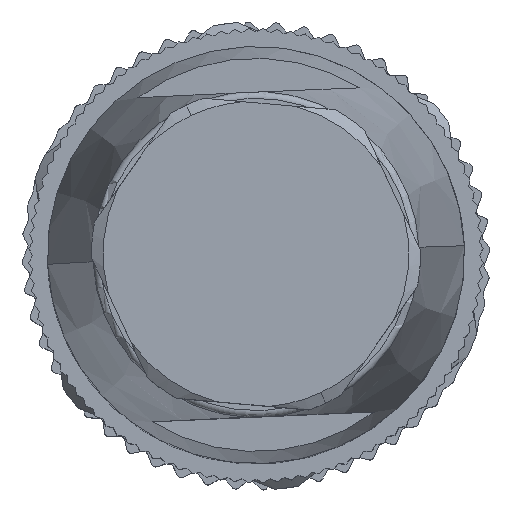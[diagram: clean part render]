
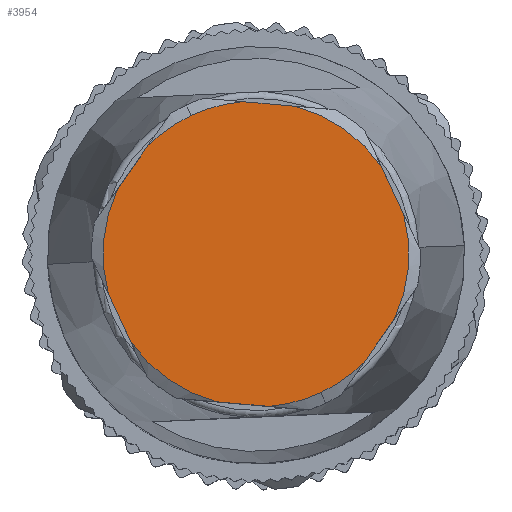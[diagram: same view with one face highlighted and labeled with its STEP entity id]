
A CAD part, top view. The second image highlights one B-rep face of the part: STEP entity #3954.
In plain terms, the highlighted planar face has unit normal (0, 0, 1).
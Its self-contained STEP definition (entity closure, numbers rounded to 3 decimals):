
#3892=AXIS2_PLACEMENT_3D('Plane Axis2P3D',#3889,#3890,#3891) ;
#3896=AXIS2_PLACEMENT_3D('Circle Axis2P3D',#3894,#3895,$) ;
#3901=AXIS2_PLACEMENT_3D('Circle Axis2P3D',#3899,#3900,$) ;
#3908=AXIS2_PLACEMENT_3D('Circle Axis2P3D',#3906,#3907,$) ;
#3913=AXIS2_PLACEMENT_3D('Circle Axis2P3D',#3911,#3912,$) ;
#3918=AXIS2_PLACEMENT_3D('Circle Axis2P3D',#3916,#3917,$) ;
#3923=AXIS2_PLACEMENT_3D('Circle Axis2P3D',#3921,#3922,$) ;
#3930=AXIS2_PLACEMENT_3D('Circle Axis2P3D',#3928,#3929,$) ;
#3935=AXIS2_PLACEMENT_3D('Circle Axis2P3D',#3933,#3934,$) ;
#710=CARTESIAN_POINT('Line Origine',(9.533,3.625,60.4)) ;
#714=CARTESIAN_POINT('Vertex',(8.393,3.724,60.4)) ;
#716=CARTESIAN_POINT('Vertex',(10.674,3.525,60.4)) ;
#794=CARTESIAN_POINT('Vertex',(4.693,6.316,60.4)) ;
#797=CARTESIAN_POINT('Line Origine',(4.209,7.353,60.4)) ;
#801=CARTESIAN_POINT('Vertex',(3.725,8.39,60.4)) ;
#864=CARTESIAN_POINT('Vertex',(4.119,12.891,60.4)) ;
#867=CARTESIAN_POINT('Line Origine',(4.776,13.828,60.4)) ;
#871=CARTESIAN_POINT('Vertex',(5.432,14.766,60.4)) ;
#960=CARTESIAN_POINT('Vertex',(9.526,16.675,60.4)) ;
#963=CARTESIAN_POINT('Line Origine',(10.667,16.575,60.4)) ;
#967=CARTESIAN_POINT('Vertex',(11.807,16.476,60.4)) ;
#1030=CARTESIAN_POINT('Vertex',(15.507,13.884,60.4)) ;
#1033=CARTESIAN_POINT('Line Origine',(15.991,12.847,60.4)) ;
#1037=CARTESIAN_POINT('Vertex',(16.475,11.81,60.4)) ;
#1093=CARTESIAN_POINT('Line Origine',(15.424,6.372,60.4)) ;
#1097=CARTESIAN_POINT('Vertex',(14.768,5.434,60.4)) ;
#1099=CARTESIAN_POINT('Vertex',(16.081,7.309,60.4)) ;
#3889=CARTESIAN_POINT('Axis2P3D Location',(10.1,10.1,60.4)) ;
#3894=CARTESIAN_POINT('Axis2P3D Location',(10.1,10.1,60.4)) ;
#3899=CARTESIAN_POINT('Axis2P3D Location',(10.1,10.1,60.4)) ;
#3903=CARTESIAN_POINT('Vertex',(12.889,4.118,60.4)) ;
#3906=CARTESIAN_POINT('Axis2P3D Location',(10.1,10.1,60.4)) ;
#3911=CARTESIAN_POINT('Axis2P3D Location',(10.1,10.1,60.4)) ;
#3916=CARTESIAN_POINT('Axis2P3D Location',(10.1,10.1,60.4)) ;
#3921=CARTESIAN_POINT('Axis2P3D Location',(10.1,10.1,60.4)) ;
#3925=CARTESIAN_POINT('Vertex',(7.311,16.082,60.4)) ;
#3928=CARTESIAN_POINT('Axis2P3D Location',(10.1,10.1,60.4)) ;
#3933=CARTESIAN_POINT('Axis2P3D Location',(10.1,10.1,60.4)) ;
#711=DIRECTION('Vector Direction',(0.996,-0.087,0.)) ;
#798=DIRECTION('Vector Direction',(0.423,-0.906,0.)) ;
#868=DIRECTION('Vector Direction',(-0.574,-0.819,0.)) ;
#964=DIRECTION('Vector Direction',(-0.996,0.087,0.)) ;
#1034=DIRECTION('Vector Direction',(-0.423,0.906,0.)) ;
#1094=DIRECTION('Vector Direction',(0.574,0.819,0.)) ;
#3890=DIRECTION('Axis2P3D Direction',(0.,0.,1.)) ;
#3891=DIRECTION('Axis2P3D XDirection',(-0.423,0.906,0.)) ;
#3895=DIRECTION('Axis2P3D Direction',(0.,0.,1.)) ;
#3900=DIRECTION('Axis2P3D Direction',(0.,0.,1.)) ;
#3907=DIRECTION('Axis2P3D Direction',(0.,0.,1.)) ;
#3912=DIRECTION('Axis2P3D Direction',(0.,0.,1.)) ;
#3917=DIRECTION('Axis2P3D Direction',(0.,0.,1.)) ;
#3922=DIRECTION('Axis2P3D Direction',(0.,0.,1.)) ;
#3929=DIRECTION('Axis2P3D Direction',(0.,0.,1.)) ;
#3934=DIRECTION('Axis2P3D Direction',(0.,0.,1.)) ;
#712=VECTOR('Line Direction',#711,1.) ;
#799=VECTOR('Line Direction',#798,1.) ;
#869=VECTOR('Line Direction',#868,1.) ;
#965=VECTOR('Line Direction',#964,1.) ;
#1035=VECTOR('Line Direction',#1034,1.) ;
#1095=VECTOR('Line Direction',#1094,1.) ;
#3939=ORIENTED_EDGE('',*,*,#803,.T.) ;
#3940=ORIENTED_EDGE('',*,*,#3898,.T.) ;
#3941=ORIENTED_EDGE('',*,*,#718,.T.) ;
#3942=ORIENTED_EDGE('',*,*,#3905,.T.) ;
#3943=ORIENTED_EDGE('',*,*,#3910,.T.) ;
#3944=ORIENTED_EDGE('',*,*,#1101,.T.) ;
#3945=ORIENTED_EDGE('',*,*,#3915,.T.) ;
#3946=ORIENTED_EDGE('',*,*,#1039,.T.) ;
#3947=ORIENTED_EDGE('',*,*,#3920,.T.) ;
#3948=ORIENTED_EDGE('',*,*,#969,.T.) ;
#3949=ORIENTED_EDGE('',*,*,#3927,.T.) ;
#3950=ORIENTED_EDGE('',*,*,#3932,.T.) ;
#3951=ORIENTED_EDGE('',*,*,#873,.T.) ;
#3952=ORIENTED_EDGE('',*,*,#3937,.T.) ;
#3954=ADVANCED_FACE('Hauptkoerper',(#3953),#3893,.T.) ;
#3897=CIRCLE('generated circle',#3896,6.6) ;
#3902=CIRCLE('generated circle',#3901,6.6) ;
#3909=CIRCLE('generated circle',#3908,6.6) ;
#3914=CIRCLE('generated circle',#3913,6.6) ;
#3919=CIRCLE('generated circle',#3918,6.6) ;
#3924=CIRCLE('generated circle',#3923,6.6) ;
#3931=CIRCLE('generated circle',#3930,6.6) ;
#3936=CIRCLE('generated circle',#3935,6.6) ;
#718=EDGE_CURVE('',#715,#717,#713,.T.) ;
#803=EDGE_CURVE('',#802,#795,#800,.T.) ;
#873=EDGE_CURVE('',#872,#865,#870,.T.) ;
#969=EDGE_CURVE('',#968,#961,#966,.T.) ;
#1039=EDGE_CURVE('',#1038,#1031,#1036,.T.) ;
#1101=EDGE_CURVE('',#1098,#1100,#1096,.T.) ;
#3898=EDGE_CURVE('',#795,#715,#3897,.T.) ;
#3905=EDGE_CURVE('',#717,#3904,#3902,.T.) ;
#3910=EDGE_CURVE('',#3904,#1098,#3909,.T.) ;
#3915=EDGE_CURVE('',#1100,#1038,#3914,.T.) ;
#3920=EDGE_CURVE('',#1031,#968,#3919,.T.) ;
#3927=EDGE_CURVE('',#961,#3926,#3924,.T.) ;
#3932=EDGE_CURVE('',#3926,#872,#3931,.T.) ;
#3937=EDGE_CURVE('',#865,#802,#3936,.T.) ;
#3938=EDGE_LOOP('',(#3939,#3940,#3941,#3942,#3943,#3944,#3945,#3946,#3947,#3948,#3949,#3950,#3951,#3952)) ;
#3953=FACE_OUTER_BOUND('',#3938,.T.) ;
#713=LINE('Line',#710,#712) ;
#800=LINE('Line',#797,#799) ;
#870=LINE('Line',#867,#869) ;
#966=LINE('Line',#963,#965) ;
#1036=LINE('Line',#1033,#1035) ;
#1096=LINE('Line',#1093,#1095) ;
#3893=PLANE('',#3892) ;
#715=VERTEX_POINT('',#714) ;
#717=VERTEX_POINT('',#716) ;
#795=VERTEX_POINT('',#794) ;
#802=VERTEX_POINT('',#801) ;
#865=VERTEX_POINT('',#864) ;
#872=VERTEX_POINT('',#871) ;
#961=VERTEX_POINT('',#960) ;
#968=VERTEX_POINT('',#967) ;
#1031=VERTEX_POINT('',#1030) ;
#1038=VERTEX_POINT('',#1037) ;
#1098=VERTEX_POINT('',#1097) ;
#1100=VERTEX_POINT('',#1099) ;
#3904=VERTEX_POINT('',#3903) ;
#3926=VERTEX_POINT('',#3925) ;
